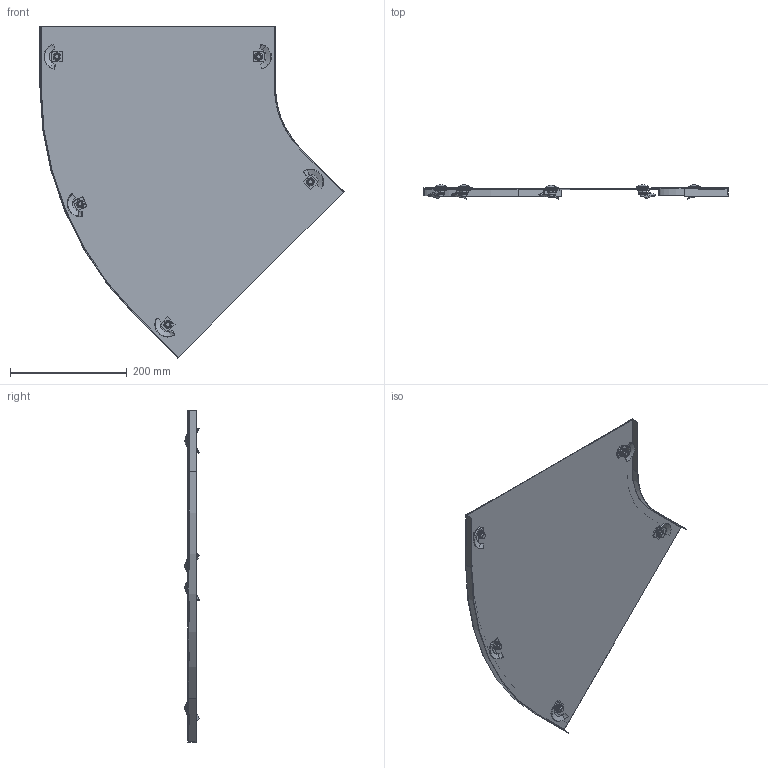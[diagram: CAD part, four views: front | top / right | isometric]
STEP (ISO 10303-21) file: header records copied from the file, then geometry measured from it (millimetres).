
FILE_DESCRIPTION (( 'STEP AP203' ), '1' );
FILE_NAME ('7133944.STEP', '2019-11-04T10:09:50', ( '' ), ( '' ), 'SwSTEP 2.0', 'SolidWorks 2018', '' );
FILE_SCHEMA (( 'CONFIG_CONTROL_DESIGN' ));
Length unit declared in the file: millimetre
Products named in the file (8): KTS 08.043-131_Innenwinkel R=148; KTS 08.043-130_R=0552; KTS 14.002-012_M8x16; KTS 08.083-001_Standard; 099600_Standard; 020263_DIN EN ISO 10511 - M8 ; 7133944; KTS 08.043-122_NB=400 d-16,5 f〉 Helix-Drehriegel
Assembly tree (26 placements, depth 2):
  7133944
    KTS 08.043-122_NB=400 d-16,5 f〉 Helix-Drehriegel
    KTS 08.043-130_R=0552
    KTS 08.043-131_Innenwinkel R=148
    KTS 08.083-001_Standard  x5
    KTS 14.002-012_M8x16  x6
    099600_Standard  x6
    020263_DIN EN ISO 10511 - M8   x6
Bounding box: 521.59 x 24.53 x 569.57 mm (x, y, z)
Volume: 294888.2 mm3; surface area: 470460.4 mm2
Topology: 26 solids, 26 shells, 707 faces, 1754 edges, 1116 vertices
Faces by surface type: plane 299, bspline 132, cylinder 122, cone 120, torus 22, sphere 12
Entity records: 7917 total; most frequent: CARTESIAN_POINT 2826, ORIENTED_EDGE 804, DIRECTION 726, EDGE_CURVE 402, AXIS2_PLACEMENT_3D 273, VERTEX_POINT 259, VECTOR 180, LINE 180
